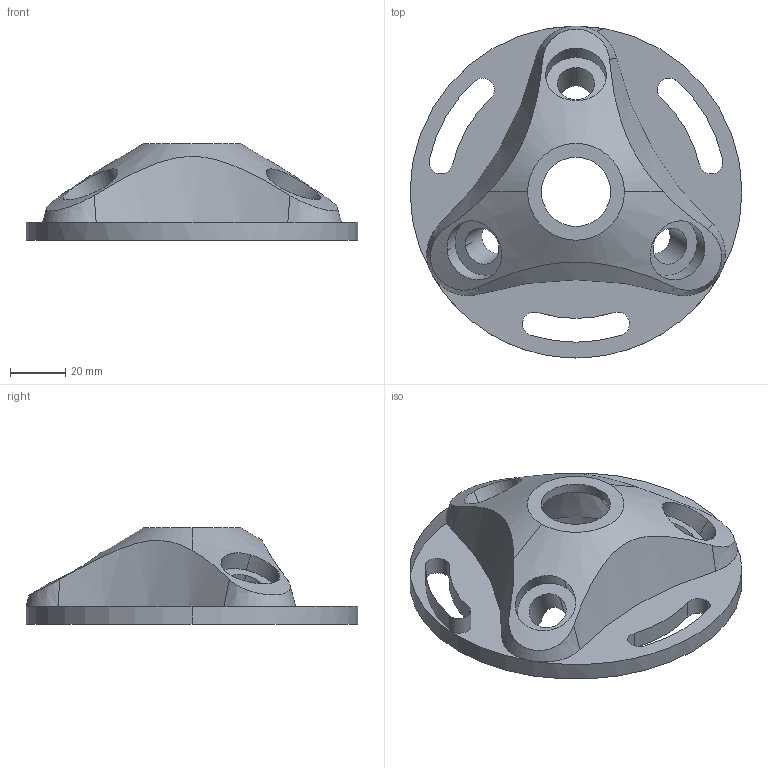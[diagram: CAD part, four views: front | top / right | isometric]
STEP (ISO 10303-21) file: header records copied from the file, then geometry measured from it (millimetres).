
FILE_DESCRIPTION (( 'STEP AP214' ), '1' );
FILE_NAME ('Part16.STEP', '2025-03-03T12:50:42', ( '' ), ( '' ), 'SwSTEP 2.0', 'SolidWorks 2024', '' );
FILE_SCHEMA (( 'AUTOMOTIVE_DESIGN' ));
Length unit declared in the file: millimetre
Products named in the file (1): Part16
Bounding box: 120 x 120 x 35 mm (x, y, z)
Volume: 107568.8 mm3; surface area: 33647.9 mm2
Topology: 1 solids, 1 shells, 59 faces, 163 edges, 106 vertices
Faces by surface type: cylinder 33, cone 18, plane 8
Entity records: 2560 total; most frequent: CARTESIAN_POINT 1007, ORIENTED_EDGE 326, DIRECTION 325, EDGE_CURVE 163, AXIS2_PLACEMENT_3D 140, VERTEX_POINT 106, CIRCLE 80, EDGE_LOOP 73
